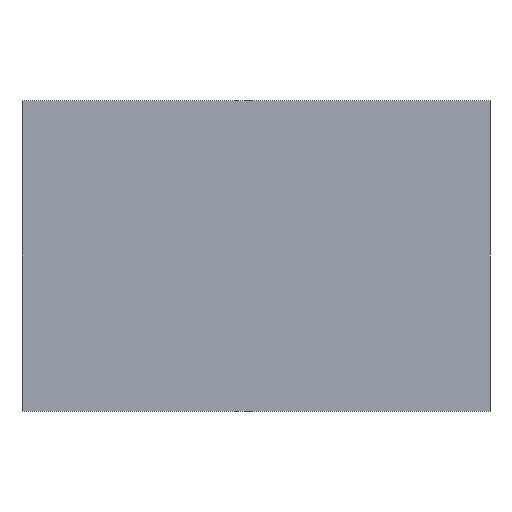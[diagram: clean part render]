
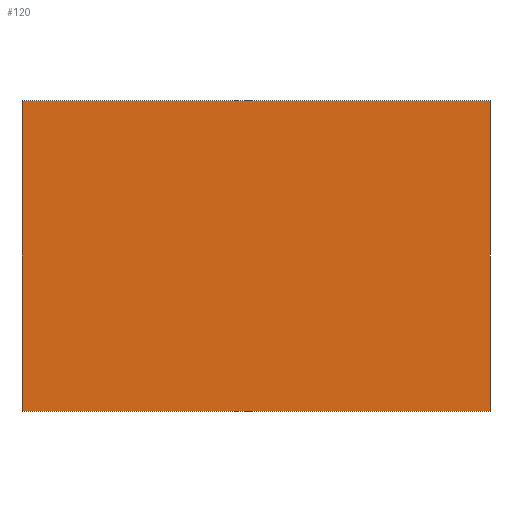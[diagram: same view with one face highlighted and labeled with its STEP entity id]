
A CAD part, front view. The second image highlights one B-rep face of the part: STEP entity #120.
In plain terms, the highlighted planar face has unit normal (0, -1, 0).
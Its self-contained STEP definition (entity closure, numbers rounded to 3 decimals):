
#3 = PLANE ( 'NONE',  #5 ) ;
#5 = AXIS2_PLACEMENT_3D ( 'NONE', #39, #221, #21 ) ;
#7 = EDGE_CURVE ( 'NONE', #231, #141, #100, .T. ) ;
#13 = EDGE_CURVE ( 'NONE', #141, #65, #201, .T. ) ;
#20 = CARTESIAN_POINT ( 'NONE',  ( -215., 0., -142.5 ) ) ;
#21 = DIRECTION ( 'NONE',  ( 0., 0., -1. ) ) ;
#30 = CARTESIAN_POINT ( 'NONE',  ( -215., 0., 142.5 ) ) ;
#35 = CARTESIAN_POINT ( 'NONE',  ( -215., 0., 142.5 ) ) ;
#38 = LINE ( 'NONE', #170, #187 ) ;
#39 = CARTESIAN_POINT ( 'NONE',  ( 0., 0., 0. ) ) ;
#43 = ORIENTED_EDGE ( 'NONE', *, *, #7, .F. ) ;
#45 = EDGE_LOOP ( 'NONE', ( #234, #48, #49, #43 ) ) ;
#48 = ORIENTED_EDGE ( 'NONE', *, *, #140, .F. ) ;
#49 = ORIENTED_EDGE ( 'NONE', *, *, #13, .F. ) ;
#54 = VECTOR ( 'NONE', #143, 1000. ) ;
#65 = VERTEX_POINT ( 'NONE', #87 ) ;
#66 = DIRECTION ( 'NONE',  ( -1., 0., 0. ) ) ;
#87 = CARTESIAN_POINT ( 'NONE',  ( -215., 0., 142.5 ) ) ;
#100 = LINE ( 'NONE', #160, #157 ) ;
#120 = ADVANCED_FACE ( 'NONE', ( #209 ), #3, .T. ) ;
#126 = CARTESIAN_POINT ( 'NONE',  ( 215., 0., -142.5 ) ) ;
#130 = CARTESIAN_POINT ( 'NONE',  ( 215., 0., 142.5 ) ) ;
#131 = EDGE_CURVE ( 'NONE', #137, #231, #38, .T. ) ;
#137 = VERTEX_POINT ( 'NONE', #130 ) ;
#140 = EDGE_CURVE ( 'NONE', #65, #137, #146, .T. ) ;
#141 = VERTEX_POINT ( 'NONE', #20 ) ;
#143 = DIRECTION ( 'NONE',  ( 0., 0., 1. ) ) ;
#146 = LINE ( 'NONE', #35, #182 ) ;
#157 = VECTOR ( 'NONE', #66, 1000. ) ;
#160 = CARTESIAN_POINT ( 'NONE',  ( -215., 0., -142.5 ) ) ;
#165 = DIRECTION ( 'NONE',  ( 1., 0., 0. ) ) ;
#170 = CARTESIAN_POINT ( 'NONE',  ( 215., 0., 142.5 ) ) ;
#182 = VECTOR ( 'NONE', #165, 1000. ) ;
#187 = VECTOR ( 'NONE', #224, 1000. ) ;
#201 = LINE ( 'NONE', #30, #54 ) ;
#209 = FACE_OUTER_BOUND ( 'NONE', #45, .T. ) ;
#221 = DIRECTION ( 'NONE',  ( 0., -1., 0. ) ) ;
#224 = DIRECTION ( 'NONE',  ( 0., 0., -1. ) ) ;
#231 = VERTEX_POINT ( 'NONE', #126 ) ;
#234 = ORIENTED_EDGE ( 'NONE', *, *, #131, .F. ) ;
